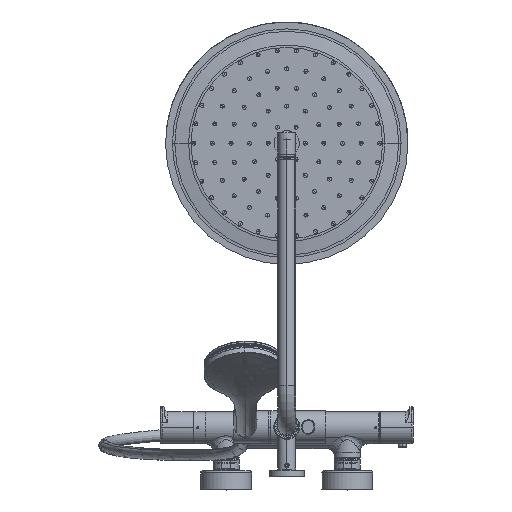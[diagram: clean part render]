
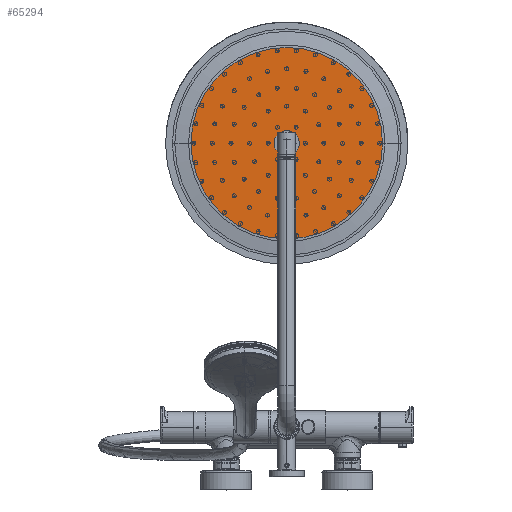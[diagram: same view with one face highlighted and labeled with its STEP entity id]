
A CAD part, top view. The second image highlights one B-rep face of the part: STEP entity #65294.
In plain terms, the highlighted planar face has unit normal (0, 0, 1).
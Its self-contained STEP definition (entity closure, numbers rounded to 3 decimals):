
#65164=CARTESIAN_POINT('Vertex',(15.5,350.,1203.003)) ;
#65192=CARTESIAN_POINT('Vertex',(-15.5,350.,1203.003)) ;
#65195=CARTESIAN_POINT('Axis2P3D Location',(0.,350.,1203.003)) ;
#65225=CARTESIAN_POINT('Control Point',(-15.5,350.,1203.003)) ;
#65226=CARTESIAN_POINT('Control Point',(-15.5,352.435,1203.003)) ;
#65227=CARTESIAN_POINT('Control Point',(-15.022,354.869,1203.003)) ;
#65228=CARTESIAN_POINT('Control Point',(-14.065,357.179,1203.003)) ;
#65229=CARTESIAN_POINT('Control Point',(-11.298,361.298,1203.003)) ;
#65230=CARTESIAN_POINT('Control Point',(-7.179,364.065,1203.003)) ;
#65231=CARTESIAN_POINT('Control Point',(-4.869,365.022,1203.003)) ;
#65232=CARTESIAN_POINT('Control Point',(0.,365.978,1203.003)) ;
#65233=CARTESIAN_POINT('Control Point',(4.869,365.022,1203.003)) ;
#65234=CARTESIAN_POINT('Control Point',(7.179,364.065,1203.003)) ;
#65235=CARTESIAN_POINT('Control Point',(11.298,361.298,1203.003)) ;
#65236=CARTESIAN_POINT('Control Point',(14.065,357.179,1203.003)) ;
#65237=CARTESIAN_POINT('Control Point',(15.022,354.869,1203.003)) ;
#65238=CARTESIAN_POINT('Control Point',(15.5,352.435,1203.003)) ;
#65239=CARTESIAN_POINT('Control Point',(15.5,350.,1203.003)) ;
#65248=CARTESIAN_POINT('Axis2P3D Location',(0.,350.,1203.003)) ;
#65253=CARTESIAN_POINT('Axis2P3D Location',(0.,350.,1203.003)) ;
#65257=CARTESIAN_POINT('Vertex',(-118.505,350.845,1203.003)) ;
#65259=CARTESIAN_POINT('Vertex',(118.508,350.,1203.003)) ;
#65262=CARTESIAN_POINT('Axis2P3D Location',(0.,350.,1203.003)) ;
#65266=CARTESIAN_POINT('Vertex',(-118.508,350.,1203.003)) ;
#65269=CARTESIAN_POINT('Axis2P3D Location',(0.,350.,1203.003)) ;
#65273=CARTESIAN_POINT('Vertex',(118.505,349.155,1203.003)) ;
#65277=CARTESIAN_POINT('Control Point',(118.505,349.155,1203.003)) ;
#65278=CARTESIAN_POINT('Control Point',(118.507,349.324,1203.003)) ;
#65279=CARTESIAN_POINT('Control Point',(118.507,349.493,1203.003)) ;
#65280=CARTESIAN_POINT('Control Point',(118.508,349.662,1203.003)) ;
#65281=CARTESIAN_POINT('Control Point',(118.508,349.831,1203.003)) ;
#65282=CARTESIAN_POINT('Control Point',(118.508,350.,1203.003)) ;
#65196=DIRECTION('Axis2P3D Direction',(0.,0.,-1.)) ;
#65249=DIRECTION('Axis2P3D Direction',(0.,0.,-1.)) ;
#65250=DIRECTION('Axis2P3D XDirection',(1.,0.,0.)) ;
#65254=DIRECTION('Axis2P3D Direction',(0.,0.,-1.)) ;
#65263=DIRECTION('Axis2P3D Direction',(0.,0.,-1.)) ;
#65270=DIRECTION('Axis2P3D Direction',(0.,0.,-1.)) ;
#65197=AXIS2_PLACEMENT_3D('Circle Axis2P3D',#65195,#65196,$) ;
#65251=AXIS2_PLACEMENT_3D('Plane Axis2P3D',#65248,#65249,#65250) ;
#65255=AXIS2_PLACEMENT_3D('Circle Axis2P3D',#65253,#65254,$) ;
#65264=AXIS2_PLACEMENT_3D('Circle Axis2P3D',#65262,#65263,$) ;
#65271=AXIS2_PLACEMENT_3D('Circle Axis2P3D',#65269,#65270,$) ;
#65198=CIRCLE('generated circle',#65197,15.5) ;
#65256=CIRCLE('generated circle',#65255,118.508) ;
#65265=CIRCLE('generated circle',#65264,118.508) ;
#65272=CIRCLE('generated circle',#65271,118.508) ;
#65252=PLANE('',#65251) ;
#65293=FACE_BOUND('',#65290,.T.) ;
#65199=EDGE_CURVE('',#65165,#65193,#65198,.T.) ;
#65240=EDGE_CURVE('',#65193,#65165,#65224,.T.) ;
#65261=EDGE_CURVE('',#65258,#65260,#65256,.T.) ;
#65268=EDGE_CURVE('',#65267,#65258,#65265,.T.) ;
#65275=EDGE_CURVE('',#65274,#65267,#65272,.T.) ;
#65283=EDGE_CURVE('',#65274,#65260,#65276,.T.) ;
#65285=ORIENTED_EDGE('',*,*,#65261,.F.) ;
#65286=ORIENTED_EDGE('',*,*,#65268,.F.) ;
#65287=ORIENTED_EDGE('',*,*,#65275,.F.) ;
#65288=ORIENTED_EDGE('',*,*,#65283,.T.) ;
#65291=ORIENTED_EDGE('',*,*,#65240,.T.) ;
#65292=ORIENTED_EDGE('',*,*,#65199,.T.) ;
#65284=EDGE_LOOP('',(#65285,#65286,#65287,#65288)) ;
#65290=EDGE_LOOP('',(#65291,#65292)) ;
#65165=VERTEX_POINT('',#65164) ;
#65193=VERTEX_POINT('',#65192) ;
#65258=VERTEX_POINT('',#65257) ;
#65260=VERTEX_POINT('',#65259) ;
#65267=VERTEX_POINT('',#65266) ;
#65274=VERTEX_POINT('',#65273) ;
#65294=ADVANCED_FACE('RKC8401D.1.3',(#65289,#65293),#65252,.F.) ;
#65224=B_SPLINE_CURVE_WITH_KNOTS('',5,(#65225,#65226,#65227,#65228,#65229,#65230,#65231,#65232,#65233,#65234,#65235,#65236,#65237,#65238,#65239),.UNSPECIFIED.,.F.,.U.,(6,3,3,3,6),(-24.347,-12.174,0.,12.174,24.347),.UNSPECIFIED.) ;
#65276=B_SPLINE_CURVE_WITH_KNOTS('',5,(#65277,#65278,#65279,#65280,#65281,#65282),.UNSPECIFIED.,.F.,.U.,(6,6),(0.,1.195),.UNSPECIFIED.) ;
#65289=FACE_OUTER_BOUND('',#65284,.T.) ;
